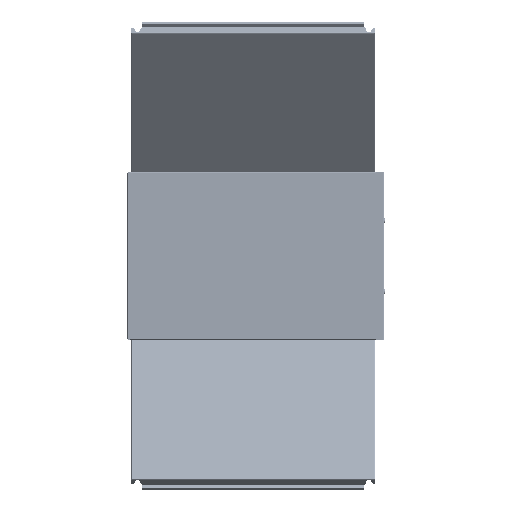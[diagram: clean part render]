
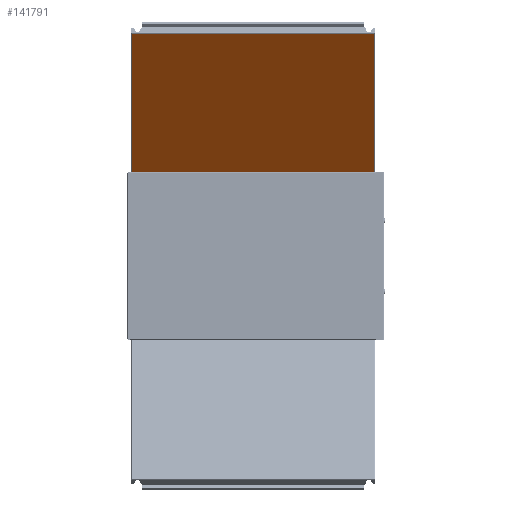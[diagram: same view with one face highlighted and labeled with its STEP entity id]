
A CAD part, left-side view. The second image highlights one B-rep face of the part: STEP entity #141791.
In plain terms, the highlighted face is planar.
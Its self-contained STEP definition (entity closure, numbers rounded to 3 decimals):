
#16329 = ORIENTED_EDGE ( 'NONE', *, *, #47693, .T. ) ;
#16840 = ORIENTED_EDGE ( 'NONE', *, *, #47690, .T. ) ;
#16867 = ORIENTED_EDGE ( 'NONE', *, *, #47695, .T. ) ;
#17029 = ORIENTED_EDGE ( 'NONE', *, *, #47697, .T. ) ;
#20142 = CARTESIAN_POINT ( 'NONE',  ( -242.75, -325.5, 0. ) ) ;
#20143 = CARTESIAN_POINT ( 'NONE',  ( -243.5, 325.5, 0. ) ) ;
#20145 = DIRECTION ( 'NONE',  ( 1., 0., 0. ) ) ;
#20146 = DIRECTION ( 'NONE',  ( 0., 1., 0. ) ) ;
#20147 = CARTESIAN_POINT ( 'NONE',  ( 243.5, -325.5, 0. ) ) ;
#20148 = DIRECTION ( 'NONE',  ( -1., 0., 0. ) ) ;
#20149 = CARTESIAN_POINT ( 'NONE',  ( 242.75, 325.5, 0. ) ) ;
#20150 = DIRECTION ( 'NONE',  ( 0., -1., 0. ) ) ;
#47690 = EDGE_CURVE ( 'NONE', #53155, #53136, #138866, .T. ) ;
#47693 = EDGE_CURVE ( 'NONE', #53152, #53155, #138857, .T. ) ;
#47695 = EDGE_CURVE ( 'NONE', #53143, #53152, #138873, .T. ) ;
#47697 = EDGE_CURVE ( 'NONE', #53136, #53143, #138877, .T. ) ;
#53136 = VERTEX_POINT ( 'NONE', #137968 ) ;
#53143 = VERTEX_POINT ( 'NONE', #137971 ) ;
#53152 = VERTEX_POINT ( 'NONE', #137974 ) ;
#53155 = VERTEX_POINT ( 'NONE', #137975 ) ;
#96609 = FACE_OUTER_BOUND ( 'NONE', #152334, .T. ) ;
#100138 = AXIS2_PLACEMENT_3D ( 'NONE', #129548, #129576, #129579 ) ;
#129548 = CARTESIAN_POINT ( 'NONE',  ( -243.5, -326.25, 0. ) ) ;
#129570 = PLANE ( 'NONE',  #100138 ) ;
#129576 = DIRECTION ( 'NONE',  ( 0., 0., 1. ) ) ;
#129579 = DIRECTION ( 'NONE',  ( 1., 0., 0. ) ) ;
#137968 = CARTESIAN_POINT ( 'NONE',  ( 242.75, 325.5, 0. ) ) ;
#137971 = CARTESIAN_POINT ( 'NONE',  ( 242.75, -325.5, 0. ) ) ;
#137974 = CARTESIAN_POINT ( 'NONE',  ( -242.75, -325.5, 0. ) ) ;
#137975 = CARTESIAN_POINT ( 'NONE',  ( -242.75, 325.5, 0. ) ) ;
#138857 = LINE ( 'NONE', #20142, #138875 ) ;
#138866 = LINE ( 'NONE', #20143, #138871 ) ;
#138871 = VECTOR ( 'NONE', #20145, 1000. ) ;
#138873 = LINE ( 'NONE', #20147, #138879 ) ;
#138875 = VECTOR ( 'NONE', #20146, 1000. ) ;
#138877 = LINE ( 'NONE', #20149, #138883 ) ;
#138879 = VECTOR ( 'NONE', #20148, 1000. ) ;
#138883 = VECTOR ( 'NONE', #20150, 1000. ) ;
#141791 = ADVANCED_FACE ( 'NONE', ( #96609 ), #129570, .F. ) ;
#152334 = EDGE_LOOP ( 'NONE', ( #17029, #16867, #16329, #16840 ) ) ;
